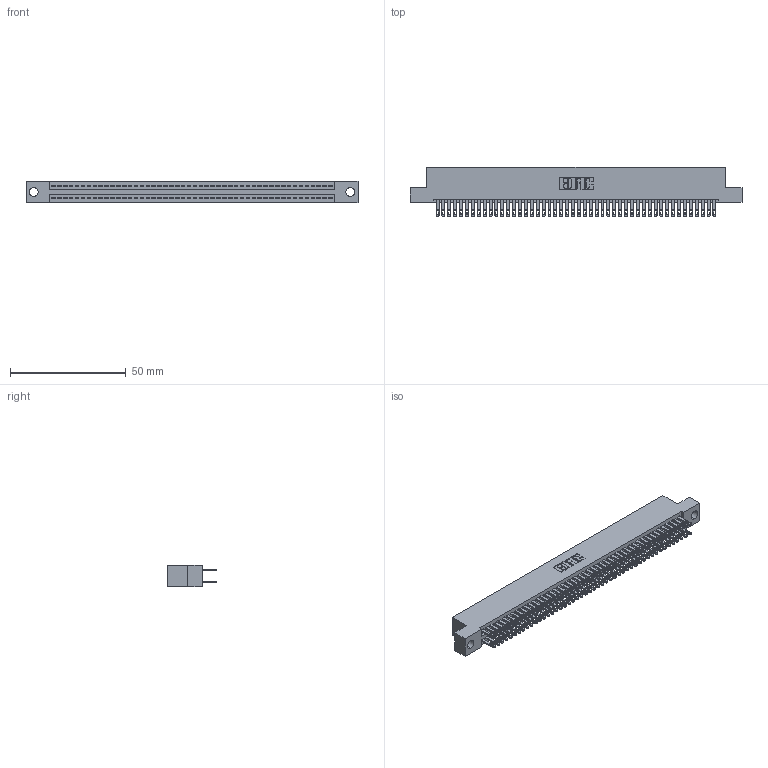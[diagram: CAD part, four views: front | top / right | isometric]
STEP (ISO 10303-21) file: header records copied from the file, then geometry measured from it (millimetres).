
FILE_DESCRIPTION (( 'STEP AP203' ), '1' );
FILE_NAME ('345-096-500-204.STEP', '2018-10-05T03:04:48', ( '' ), ( '' ), 'SwSTEP 2.0', 'SolidWorks 2016', '' );
FILE_SCHEMA (( 'CONFIG_CONTROL_DESIGN' ));
Length unit declared in the file: inch
Products named in the file (3): 345 Part_Flush Mounting Lugs - 0.156 Dia-TH; 345-096-500-204; 345-292-001_345-293-100
Assembly tree (97 placements, depth 2):
  345-096-500-204
    345 Part_Flush Mounting Lugs - 0.156 Dia-TH
    345-292-001_345-293-100  x96
Bounding box: 143.13 x 21.51 x 9.4 mm (x, y, z)
Volume: 14164.9 mm3; surface area: 21848.6 mm2
Topology: 97 solids, 97 shells, 4542 faces, 13877 edges, 9250 vertices
Faces by surface type: plane 2672, cylinder 1870
Entity records: 36787 total; most frequent: CARTESIAN_POINT 6160, ORIENTED_EDGE 6094, DIRECTION 5427, EDGE_CURVE 3047, VECTOR 2719, LINE 2719, VERTEX_POINT 2030, AXIS2_PLACEMENT_3D 1354
